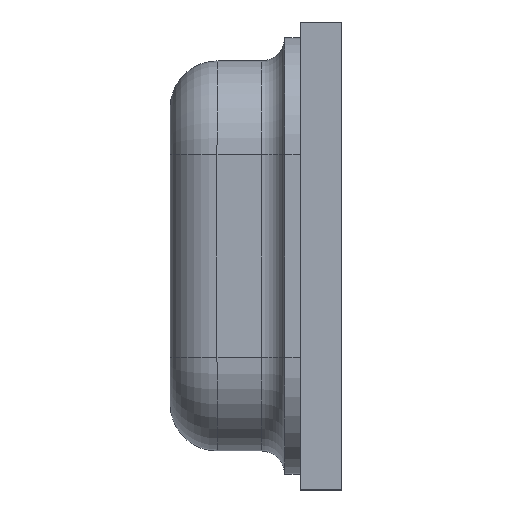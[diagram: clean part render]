
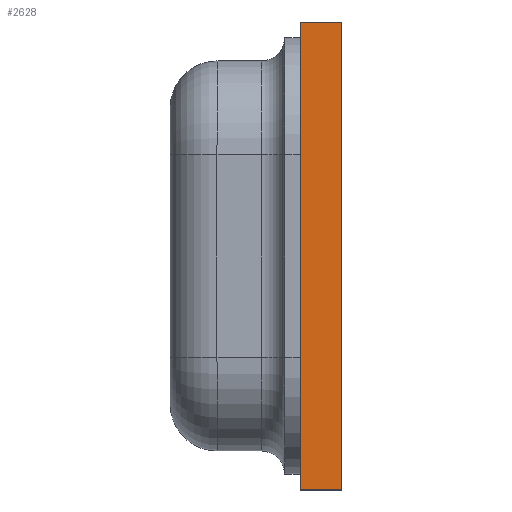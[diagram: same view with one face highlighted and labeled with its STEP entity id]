
A CAD part, left-side view. The second image highlights one B-rep face of the part: STEP entity #2628.
In plain terms, the highlighted planar face has unit normal (-1, 0, 0).
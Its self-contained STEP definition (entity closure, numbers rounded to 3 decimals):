
#7 = LINE ( 'NONE', #1584, #2928 ) ;
#160 = VERTEX_POINT ( 'NONE', #2105 ) ;
#165 = VECTOR ( 'NONE', #2095, 1000. ) ;
#186 = ORIENTED_EDGE ( 'NONE', *, *, #3045, .T. ) ;
#288 = PLANE ( 'NONE',  #2518 ) ;
#418 = LINE ( 'NONE', #2554, #2113 ) ;
#708 = DIRECTION ( 'NONE',  ( 0., -1., 0. ) ) ;
#729 = FACE_OUTER_BOUND ( 'NONE', #2728, .T. ) ;
#814 = CARTESIAN_POINT ( 'NONE',  ( -2., 0.266, -1.5 ) ) ;
#1290 = CARTESIAN_POINT ( 'NONE',  ( -2., 0.266, -1.5 ) ) ;
#1351 = DIRECTION ( 'NONE',  ( 0., 0., -1. ) ) ;
#1408 = ORIENTED_EDGE ( 'NONE', *, *, #2653, .F. ) ;
#1495 = CARTESIAN_POINT ( 'NONE',  ( -2., 0.266, 1.5 ) ) ;
#1540 = CARTESIAN_POINT ( 'NONE',  ( -2., 0., 1.5 ) ) ;
#1584 = CARTESIAN_POINT ( 'NONE',  ( -2., 0.266, 1.5 ) ) ;
#1598 = EDGE_CURVE ( 'NONE', #160, #3122, #2252, .T. ) ;
#1858 = DIRECTION ( 'NONE',  ( 0., 0., 1. ) ) ;
#2095 = DIRECTION ( 'NONE',  ( 0., -1., 0. ) ) ;
#2105 = CARTESIAN_POINT ( 'NONE',  ( -2., 0.266, 1.5 ) ) ;
#2113 = VECTOR ( 'NONE', #2315, 1000. ) ;
#2131 = CARTESIAN_POINT ( 'NONE',  ( -2., 0.266, 1.5 ) ) ;
#2226 = EDGE_CURVE ( 'NONE', #3043, #3122, #418, .T. ) ;
#2252 = LINE ( 'NONE', #1495, #2572 ) ;
#2315 = DIRECTION ( 'NONE',  ( 0., 0., 1. ) ) ;
#2391 = LINE ( 'NONE', #1290, #165 ) ;
#2467 = ORIENTED_EDGE ( 'NONE', *, *, #2226, .T. ) ;
#2518 = AXIS2_PLACEMENT_3D ( 'NONE', #2131, #3151, #1351 ) ;
#2554 = CARTESIAN_POINT ( 'NONE',  ( -2., 0., 1.5 ) ) ;
#2572 = VECTOR ( 'NONE', #708, 1000. ) ;
#2628 = ADVANCED_FACE ( 'NONE', ( #729 ), #288, .F. ) ;
#2647 = VERTEX_POINT ( 'NONE', #814 ) ;
#2653 = EDGE_CURVE ( 'NONE', #2647, #160, #7, .T. ) ;
#2728 = EDGE_LOOP ( 'NONE', ( #2467, #3211, #1408, #186 ) ) ;
#2928 = VECTOR ( 'NONE', #1858, 1000. ) ;
#3043 = VERTEX_POINT ( 'NONE', #3135 ) ;
#3045 = EDGE_CURVE ( 'NONE', #2647, #3043, #2391, .T. ) ;
#3122 = VERTEX_POINT ( 'NONE', #1540 ) ;
#3135 = CARTESIAN_POINT ( 'NONE',  ( -2., 0., -1.5 ) ) ;
#3151 = DIRECTION ( 'NONE',  ( 1., 0., 0. ) ) ;
#3211 = ORIENTED_EDGE ( 'NONE', *, *, #1598, .F. ) ;
